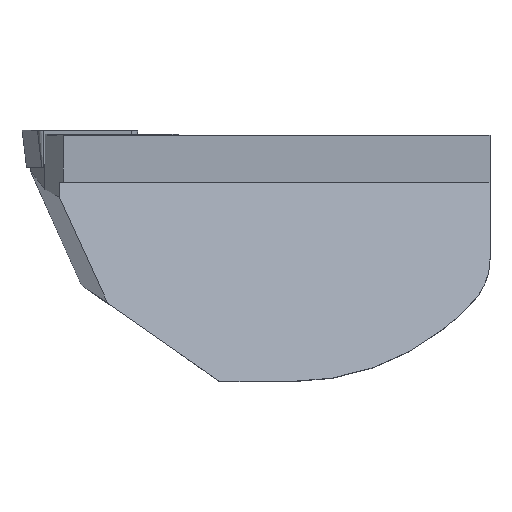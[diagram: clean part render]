
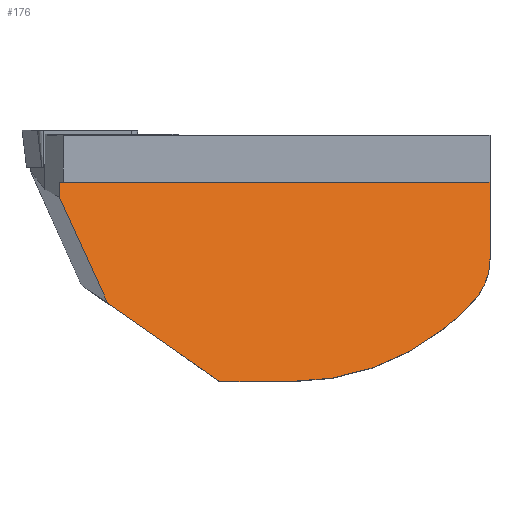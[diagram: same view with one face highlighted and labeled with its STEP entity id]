
A CAD part, top view. The second image highlights one B-rep face of the part: STEP entity #176.
In plain terms, the highlighted planar face has unit normal (0, 0.259, 0.966).
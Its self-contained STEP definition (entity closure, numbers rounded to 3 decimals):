
#166=ELLIPSE('',#1028,32.611,31.5);
#167=ELLIPSE('',#1029,8.282,8.);
#176=ADVANCED_FACE('',(#256),#223,.F.);
#223=PLANE('',#1030);
#256=FACE_OUTER_BOUND('',#294,.T.);
#294=EDGE_LOOP('',(#392,#393,#394,#395,#396,#397,#398,#399));
#392=ORIENTED_EDGE('',*,*,#703,.F.);
#393=ORIENTED_EDGE('',*,*,#704,.F.);
#394=ORIENTED_EDGE('',*,*,#705,.T.);
#395=ORIENTED_EDGE('',*,*,#706,.T.);
#396=ORIENTED_EDGE('',*,*,#707,.T.);
#397=ORIENTED_EDGE('',*,*,#708,.T.);
#398=ORIENTED_EDGE('',*,*,#709,.F.);
#399=ORIENTED_EDGE('',*,*,#676,.F.);
#592=VERTEX_POINT('',#1398);
#593=VERTEX_POINT('',#1400);
#614=VERTEX_POINT('',#1453);
#615=VERTEX_POINT('',#1455);
#616=VERTEX_POINT('',#1457);
#617=VERTEX_POINT('',#1459);
#618=VERTEX_POINT('',#1461);
#619=VERTEX_POINT('',#1463);
#676=EDGE_CURVE('',#592,#593,#791,.T.);
#703=EDGE_CURVE('',#614,#592,#814,.T.);
#704=EDGE_CURVE('',#615,#614,#815,.T.);
#705=EDGE_CURVE('',#615,#616,#816,.T.);
#706=EDGE_CURVE('',#616,#617,#166,.T.);
#707=EDGE_CURVE('',#617,#618,#167,.T.);
#708=EDGE_CURVE('',#618,#619,#817,.T.);
#709=EDGE_CURVE('',#593,#619,#818,.T.);
#791=LINE('',#1399,#876);
#814=LINE('',#1452,#899);
#815=LINE('',#1454,#900);
#816=LINE('',#1456,#901);
#817=LINE('',#1462,#902);
#818=LINE('',#1464,#903);
#876=VECTOR('',#1127,1.);
#899=VECTOR('',#1168,1.);
#900=VECTOR('',#1169,1.);
#901=VECTOR('',#1170,1.);
#902=VECTOR('',#1175,1.);
#903=VECTOR('',#1176,1.);
#1028=AXIS2_PLACEMENT_3D('',#1458,#1171,#1172);
#1029=AXIS2_PLACEMENT_3D('',#1460,#1173,#1174);
#1030=AXIS2_PLACEMENT_3D('',#1465,#1177,#1178);
#1127=DIRECTION('',(-0.026,0.966,-0.259));
#1168=DIRECTION('',(-0.403,0.884,-0.237));
#1169=DIRECTION('',(-0.81,0.567,-0.152));
#1170=DIRECTION('',(1.,0.,0.));
#1171=DIRECTION('',(0.,0.259,0.966));
#1172=DIRECTION('',(0.,-0.966,0.259));
#1173=DIRECTION('',(0.,0.259,0.966));
#1174=DIRECTION('',(0.,-0.966,0.259));
#1175=DIRECTION('',(0.,0.966,-0.259));
#1176=DIRECTION('',(1.,0.,0.));
#1177=DIRECTION('',(0.,-0.259,-0.966));
#1178=DIRECTION('',(0.,-0.966,0.259));
#1398=CARTESIAN_POINT('',(-29.7,-7.921,0.515));
#1399=CARTESIAN_POINT('',(-29.112,-29.715,6.355));
#1400=CARTESIAN_POINT('',(-29.752,-6.,0.));
#1452=CARTESIAN_POINT('',(-32.124,-2.607,-0.909));
#1453=CARTESIAN_POINT('',(-23.525,-21.455,4.141));
#1454=CARTESIAN_POINT('',(-68.715,10.187,-4.337));
#1455=CARTESIAN_POINT('',(-9.18,-31.5,6.833));
#1456=CARTESIAN_POINT('',(-100.,-31.5,6.833));
#1457=CARTESIAN_POINT('',(0.,-31.5,6.833));
#1458=CARTESIAN_POINT('',(0.,0.,-1.608));
#1459=CARTESIAN_POINT('',(23.323,-21.172,4.065));
#1460=CARTESIAN_POINT('',(17.4,-15.795,2.625));
#1461=CARTESIAN_POINT('',(25.4,-15.795,2.625));
#1462=CARTESIAN_POINT('',(25.4,-31.5,6.833));
#1463=CARTESIAN_POINT('',(25.4,-6.,0.));
#1464=CARTESIAN_POINT('',(-100.,-6.,0.));
#1465=CARTESIAN_POINT('',(-100.,-31.5,6.833));
